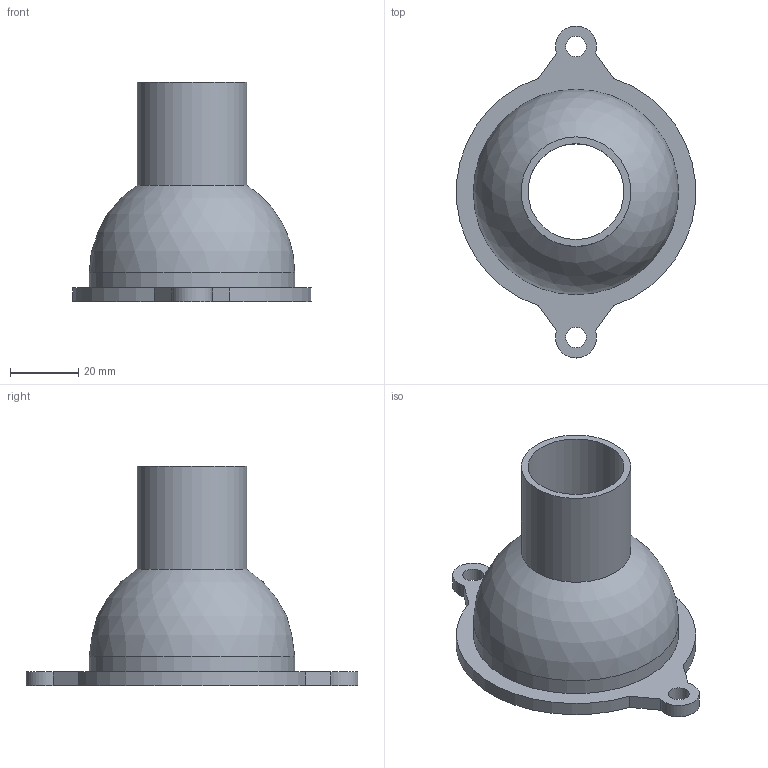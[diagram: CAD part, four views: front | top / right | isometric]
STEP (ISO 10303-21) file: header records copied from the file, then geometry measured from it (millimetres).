
FILE_DESCRIPTION(/* description */ (''),/* implementation_level */ '2;1');
FILE_NAME(/* name */ 'DRAFT COUVERCLE THERMOSTAT G2-v2.stp',/* time_stamp */ '2021-06-26T17:58:30+02:00',/* author */ ('Alexis'),/* organization */ (''),/* preprocessor_version */ 'ST-DEVELOPER v18',/* originating_system */ 'Autodesk Inventor 2020',/* authorisation */ '');
FILE_SCHEMA (('AUTOMOTIVE_DESIGN { 1 0 10303 214 3 1 1 }'));
Length unit declared in the file: millimetre
Products named in the file (1): DRAFT COUVERCLE THERMOSTAT G2-v2
Bounding box: 69.76 x 97 x 64 mm (x, y, z)
Volume: 39963 mm3; surface area: 21312.9 mm2
Topology: 2 solids, 2 shells, 21 faces, 50 edges, 34 vertices
Faces by surface type: cylinder 10, plane 9, sphere 1, cone 1
Full cylindrical faces by diameter (mm): 6 x2, 28 x1, 32 x1, 60 x2
Entity records: 683 total; most frequent: DIRECTION 121, CARTESIAN_POINT 106, ORIENTED_EDGE 100, EDGE_CURVE 50, AXIS2_PLACEMENT_3D 49, VERTEX_POINT 34, EDGE_LOOP 30, CIRCLE 27
